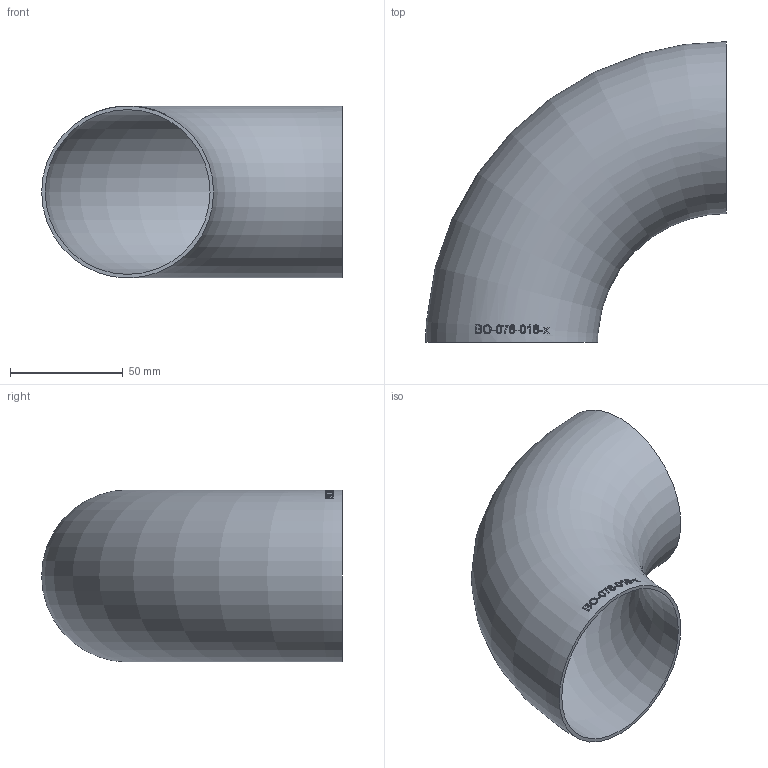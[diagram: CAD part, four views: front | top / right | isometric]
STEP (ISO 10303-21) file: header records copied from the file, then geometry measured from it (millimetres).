
FILE_DESCRIPTION (( 'STEP AP214' ), '1' );
FILE_NAME ('BO-076-016-x Bogen 1911.STEP', '2019-11-04T08:32:08', ( '' ), ( '' ), 'SwSTEP 2.0', 'SolidWorks 2016', '' );
FILE_SCHEMA (( 'AUTOMOTIVE_DESIGN' ));
Length unit declared in the file: millimetre
Products named in the file (1): BO-076-016-x Bogen 1911
Bounding box: 133.05 x 133.05 x 76.1 mm (x, y, z)
Volume: 55877.9 mm3; surface area: 70617.9 mm2
Topology: 1 solids, 1 shells, 145 faces, 376 edges, 251 vertices
Faces by surface type: bspline 75, plane 48, torus 22
Entity records: 8522 total; most frequent: CARTESIAN_POINT 4221, ORIENTED_EDGE 734, EDGE_CURVE 367, DIRECTION 269, VERTEX_POINT 246, B_SPLINE_CURVE_WITH_KNOTS 242, EDGE_LOOP 167, FACE_OUTER_BOUND 146
